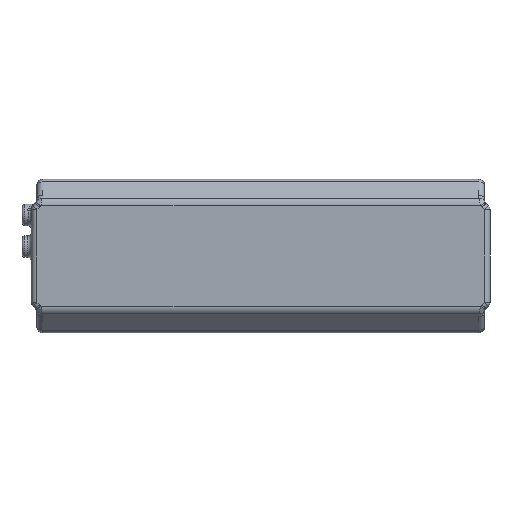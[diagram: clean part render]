
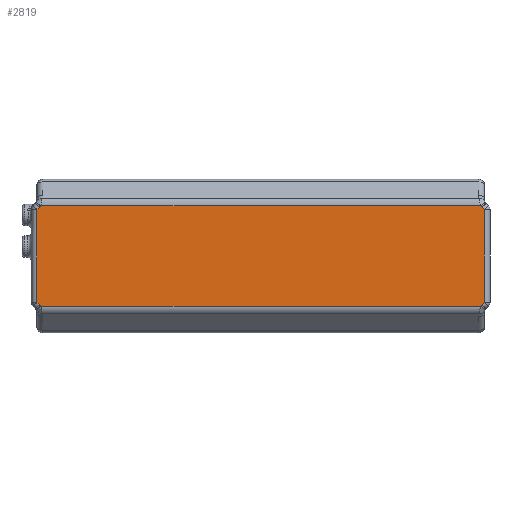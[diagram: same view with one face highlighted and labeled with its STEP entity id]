
A CAD part, front view. The second image highlights one B-rep face of the part: STEP entity #2819.
In plain terms, the highlighted planar face has unit normal (0, -1, 0).
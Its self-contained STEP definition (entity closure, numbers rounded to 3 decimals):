
#46 = DIRECTION ( 'NONE',  ( 0., 1., 0. ) ) ;
#183 = ORIENTED_EDGE ( 'NONE', *, *, #5452, .T. ) ;
#212 = CARTESIAN_POINT ( 'NONE',  ( 119.5, 0., 0. ) ) ;
#385 = VECTOR ( 'NONE', #2655, 1000. ) ;
#438 = CARTESIAN_POINT ( 'NONE',  ( 119.5, 0., -24.757 ) ) ;
#487 = DIRECTION ( 'NONE',  ( 0., 1., 0. ) ) ;
#534 = VECTOR ( 'NONE', #6817, 1000. ) ;
#578 = CARTESIAN_POINT ( 'NONE',  ( -122.5, 0., -30.243 ) ) ;
#599 = AXIS2_PLACEMENT_3D ( 'NONE', #3370, #46, #3944 ) ;
#794 = CIRCLE ( 'NONE', #4111, 6. ) ;
#856 = VERTEX_POINT ( 'NONE', #3460 ) ;
#952 = LINE ( 'NONE', #6253, #6337 ) ;
#1155 = DIRECTION ( 'NONE',  ( 0., 0., 1. ) ) ;
#1342 = ORIENTED_EDGE ( 'NONE', *, *, #2045, .T. ) ;
#1380 = CARTESIAN_POINT ( 'NONE',  ( -119.5, 0., 0. ) ) ;
#1499 = CARTESIAN_POINT ( 'NONE',  ( -122.5, 0., 30.243 ) ) ;
#1628 = EDGE_CURVE ( 'NONE', #856, #4073, #6545, .T. ) ;
#1657 = LINE ( 'NONE', #212, #534 ) ;
#1827 = LINE ( 'NONE', #6838, #2956 ) ;
#1853 = EDGE_CURVE ( 'NONE', #4482, #2012, #1657, .T. ) ;
#1856 = LINE ( 'NONE', #5991, #385 ) ;
#1895 = VECTOR ( 'NONE', #2489, 1000. ) ;
#2012 = VERTEX_POINT ( 'NONE', #5349 ) ;
#2045 = EDGE_CURVE ( 'NONE', #4934, #2278, #794, .T. ) ;
#2054 = DIRECTION ( 'NONE',  ( 0., 0., 1. ) ) ;
#2123 = CARTESIAN_POINT ( 'NONE',  ( -119.5, 0., -24.757 ) ) ;
#2192 = DIRECTION ( 'NONE',  ( -0.707, 0., -0.707 ) ) ;
#2211 = ORIENTED_EDGE ( 'NONE', *, *, #6419, .T. ) ;
#2214 = EDGE_CURVE ( 'NONE', #6571, #3998, #5837, .T. ) ;
#2278 = VERTEX_POINT ( 'NONE', #6190 ) ;
#2313 = CARTESIAN_POINT ( 'NONE',  ( 118.257, 0., -26. ) ) ;
#2345 = VECTOR ( 'NONE', #2192, 1000. ) ;
#2448 = CARTESIAN_POINT ( 'NONE',  ( -119.5, 0., 24.757 ) ) ;
#2458 = AXIS2_PLACEMENT_3D ( 'NONE', #4814, #5931, #2596 ) ;
#2489 = DIRECTION ( 'NONE',  ( 0., 0., -1. ) ) ;
#2582 = VERTEX_POINT ( 'NONE', #2313 ) ;
#2596 = DIRECTION ( 'NONE',  ( 0., 0., 1. ) ) ;
#2651 = CARTESIAN_POINT ( 'NONE',  ( 117.498, 0., 26.929 ) ) ;
#2655 = DIRECTION ( 'NONE',  ( 0.707, 0., -0.707 ) ) ;
#2770 = LINE ( 'NONE', #4488, #4089 ) ;
#2817 = DIRECTION ( 'NONE',  ( -1., 0., 0. ) ) ;
#2819 = ADVANCED_FACE ( 'NONE', ( #3604 ), #4264, .F. ) ;
#2956 = VECTOR ( 'NONE', #3509, 1000. ) ;
#2980 = ORIENTED_EDGE ( 'NONE', *, *, #4854, .T. ) ;
#2993 = EDGE_LOOP ( 'NONE', ( #3069, #2980, #6325, #183, #4960, #3444, #5028, #2211, #1342, #6244, #4585, #6695 ) ) ;
#3034 = LINE ( 'NONE', #5004, #4804 ) ;
#3063 = EDGE_CURVE ( 'NONE', #5202, #856, #1856, .T. ) ;
#3069 = ORIENTED_EDGE ( 'NONE', *, *, #1628, .T. ) ;
#3078 = EDGE_CURVE ( 'NONE', #5988, #2582, #3335, .T. ) ;
#3335 = CIRCLE ( 'NONE', #6420, 6. ) ;
#3370 = CARTESIAN_POINT ( 'NONE',  ( 122.5, 0., 30.243 ) ) ;
#3444 = ORIENTED_EDGE ( 'NONE', *, *, #6581, .T. ) ;
#3460 = CARTESIAN_POINT ( 'NONE',  ( -118.257, 0., -26. ) ) ;
#3509 = DIRECTION ( 'NONE',  ( 0.707, 0., 0.707 ) ) ;
#3604 = FACE_OUTER_BOUND ( 'NONE', #2993, .T. ) ;
#3819 = CARTESIAN_POINT ( 'NONE',  ( 122.5, 0., -30.243 ) ) ;
#3826 = LINE ( 'NONE', #5527, #2345 ) ;
#3944 = DIRECTION ( 'NONE',  ( 0., 0., 1. ) ) ;
#3998 = VERTEX_POINT ( 'NONE', #2651 ) ;
#4010 = AXIS2_PLACEMENT_3D ( 'NONE', #578, #4495, #1155 ) ;
#4073 = VERTEX_POINT ( 'NONE', #6709 ) ;
#4089 = VECTOR ( 'NONE', #2817, 1000. ) ;
#4111 = AXIS2_PLACEMENT_3D ( 'NONE', #1499, #5396, #2054 ) ;
#4264 = PLANE ( 'NONE',  #2458 ) ;
#4274 = VERTEX_POINT ( 'NONE', #2448 ) ;
#4389 = DIRECTION ( 'NONE',  ( 0., 0., 1. ) ) ;
#4391 = CARTESIAN_POINT ( 'NONE',  ( 117.498, 0., -26.929 ) ) ;
#4482 = VERTEX_POINT ( 'NONE', #438 ) ;
#4488 = CARTESIAN_POINT ( 'NONE',  ( -116.63, 0., 26.929 ) ) ;
#4495 = DIRECTION ( 'NONE',  ( 0., 1., 0. ) ) ;
#4530 = EDGE_CURVE ( 'NONE', #2278, #4274, #3826, .T. ) ;
#4585 = ORIENTED_EDGE ( 'NONE', *, *, #6617, .T. ) ;
#4591 = CARTESIAN_POINT ( 'NONE',  ( 118.257, 0., 26. ) ) ;
#4804 = VECTOR ( 'NONE', #6116, 1000. ) ;
#4814 = CARTESIAN_POINT ( 'NONE',  ( 0., 0., 0. ) ) ;
#4854 = EDGE_CURVE ( 'NONE', #4073, #5988, #3034, .T. ) ;
#4870 = LINE ( 'NONE', #1380, #1895 ) ;
#4934 = VERTEX_POINT ( 'NONE', #5049 ) ;
#4960 = ORIENTED_EDGE ( 'NONE', *, *, #1853, .T. ) ;
#5004 = CARTESIAN_POINT ( 'NONE',  ( 116.63, 0., -26.929 ) ) ;
#5028 = ORIENTED_EDGE ( 'NONE', *, *, #2214, .T. ) ;
#5049 = CARTESIAN_POINT ( 'NONE',  ( -117.498, 0., 26.929 ) ) ;
#5202 = VERTEX_POINT ( 'NONE', #2123 ) ;
#5349 = CARTESIAN_POINT ( 'NONE',  ( 119.5, 0., 24.757 ) ) ;
#5396 = DIRECTION ( 'NONE',  ( 0., 1., 0. ) ) ;
#5452 = EDGE_CURVE ( 'NONE', #2582, #4482, #1827, .T. ) ;
#5527 = CARTESIAN_POINT ( 'NONE',  ( -120.379, 0., 23.879 ) ) ;
#5837 = CIRCLE ( 'NONE', #599, 6. ) ;
#5931 = DIRECTION ( 'NONE',  ( 0., 1., 0. ) ) ;
#5988 = VERTEX_POINT ( 'NONE', #4391 ) ;
#5991 = CARTESIAN_POINT ( 'NONE',  ( -117.379, 0., -26.879 ) ) ;
#6116 = DIRECTION ( 'NONE',  ( 1., 0., 0. ) ) ;
#6190 = CARTESIAN_POINT ( 'NONE',  ( -118.257, 0., 26. ) ) ;
#6244 = ORIENTED_EDGE ( 'NONE', *, *, #4530, .T. ) ;
#6253 = CARTESIAN_POINT ( 'NONE',  ( 117.379, 0., 26.879 ) ) ;
#6325 = ORIENTED_EDGE ( 'NONE', *, *, #3078, .T. ) ;
#6337 = VECTOR ( 'NONE', #6908, 1000. ) ;
#6419 = EDGE_CURVE ( 'NONE', #3998, #4934, #2770, .T. ) ;
#6420 = AXIS2_PLACEMENT_3D ( 'NONE', #3819, #487, #4389 ) ;
#6545 = CIRCLE ( 'NONE', #4010, 6. ) ;
#6571 = VERTEX_POINT ( 'NONE', #4591 ) ;
#6581 = EDGE_CURVE ( 'NONE', #2012, #6571, #952, .T. ) ;
#6617 = EDGE_CURVE ( 'NONE', #4274, #5202, #4870, .T. ) ;
#6695 = ORIENTED_EDGE ( 'NONE', *, *, #3063, .T. ) ;
#6709 = CARTESIAN_POINT ( 'NONE',  ( -117.498, 0., -26.929 ) ) ;
#6817 = DIRECTION ( 'NONE',  ( 0., 0., 1. ) ) ;
#6838 = CARTESIAN_POINT ( 'NONE',  ( 120.379, 0., -23.879 ) ) ;
#6908 = DIRECTION ( 'NONE',  ( -0.707, 0., 0.707 ) ) ;
